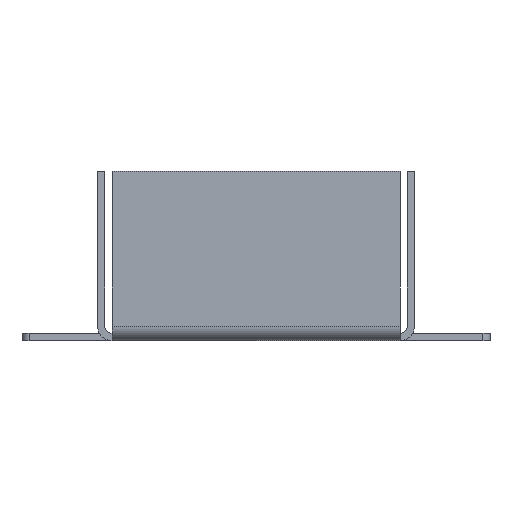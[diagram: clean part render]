
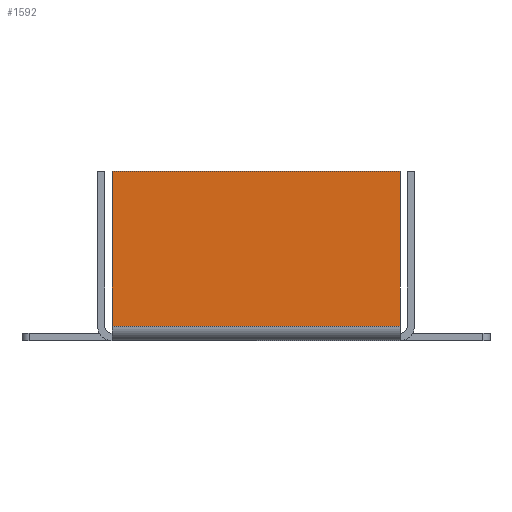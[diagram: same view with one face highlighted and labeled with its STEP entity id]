
A CAD part, front view. The second image highlights one B-rep face of the part: STEP entity #1592.
In plain terms, the highlighted planar face has unit normal (0, -1, 0).
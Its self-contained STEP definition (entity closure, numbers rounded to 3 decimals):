
#4 = ORIENTED_EDGE ( 'NONE', *, *, #883, .F. ) ;
#57 = CARTESIAN_POINT ( 'NONE',  ( 0., -96.5, 4. ) ) ;
#101 = CARTESIAN_POINT ( 'NONE',  ( 0., -96.5, 23.238 ) ) ;
#198 = DIRECTION ( 'NONE',  ( -1., 0., 0. ) ) ;
#230 = EDGE_CURVE ( 'NONE', #689, #503, #1304, .T. ) ;
#244 = VECTOR ( 'NONE', #821, 1000. ) ;
#282 = EDGE_CURVE ( 'NONE', #1626, #1371, #1052, .T. ) ;
#428 = VECTOR ( 'NONE', #1077, 1000. ) ;
#503 = VERTEX_POINT ( 'NONE', #1515 ) ;
#552 = EDGE_LOOP ( 'NONE', ( #987, #4, #662, #800 ) ) ;
#575 = DIRECTION ( 'NONE',  ( 1., 0., 0. ) ) ;
#611 = DIRECTION ( 'NONE',  ( 0., 1., 0. ) ) ;
#662 = ORIENTED_EDGE ( 'NONE', *, *, #230, .F. ) ;
#689 = VERTEX_POINT ( 'NONE', #1015 ) ;
#694 = CARTESIAN_POINT ( 'NONE',  ( 40., -96.5, 4. ) ) ;
#708 = CARTESIAN_POINT ( 'NONE',  ( 40., -96.5, 4. ) ) ;
#792 = LINE ( 'NONE', #57, #1463 ) ;
#800 = ORIENTED_EDGE ( 'NONE', *, *, #1349, .F. ) ;
#821 = DIRECTION ( 'NONE',  ( 0., 0., -1. ) ) ;
#883 = EDGE_CURVE ( 'NONE', #503, #1626, #1301, .T. ) ;
#957 = CARTESIAN_POINT ( 'NONE',  ( -40., -96.5, 47. ) ) ;
#987 = ORIENTED_EDGE ( 'NONE', *, *, #282, .F. ) ;
#989 = DIRECTION ( 'NONE',  ( 0., 0., 1. ) ) ;
#1015 = CARTESIAN_POINT ( 'NONE',  ( -40., -96.5, 4. ) ) ;
#1052 = LINE ( 'NONE', #694, #244 ) ;
#1077 = DIRECTION ( 'NONE',  ( 0., 0., 1. ) ) ;
#1134 = FACE_OUTER_BOUND ( 'NONE', #552, .T. ) ;
#1301 = LINE ( 'NONE', #957, #1661 ) ;
#1304 = LINE ( 'NONE', #1611, #428 ) ;
#1349 = EDGE_CURVE ( 'NONE', #1371, #689, #792, .T. ) ;
#1371 = VERTEX_POINT ( 'NONE', #708 ) ;
#1376 = PLANE ( 'NONE',  #1433 ) ;
#1433 = AXIS2_PLACEMENT_3D ( 'NONE', #101, #611, #989 ) ;
#1463 = VECTOR ( 'NONE', #198, 1000. ) ;
#1515 = CARTESIAN_POINT ( 'NONE',  ( -40., -96.5, 47. ) ) ;
#1592 = ADVANCED_FACE ( 'NONE', ( #1134 ), #1376, .F. ) ;
#1611 = CARTESIAN_POINT ( 'NONE',  ( -40., -96.5, 4. ) ) ;
#1626 = VERTEX_POINT ( 'NONE', #1667 ) ;
#1661 = VECTOR ( 'NONE', #575, 1000. ) ;
#1667 = CARTESIAN_POINT ( 'NONE',  ( 40., -96.5, 47. ) ) ;
